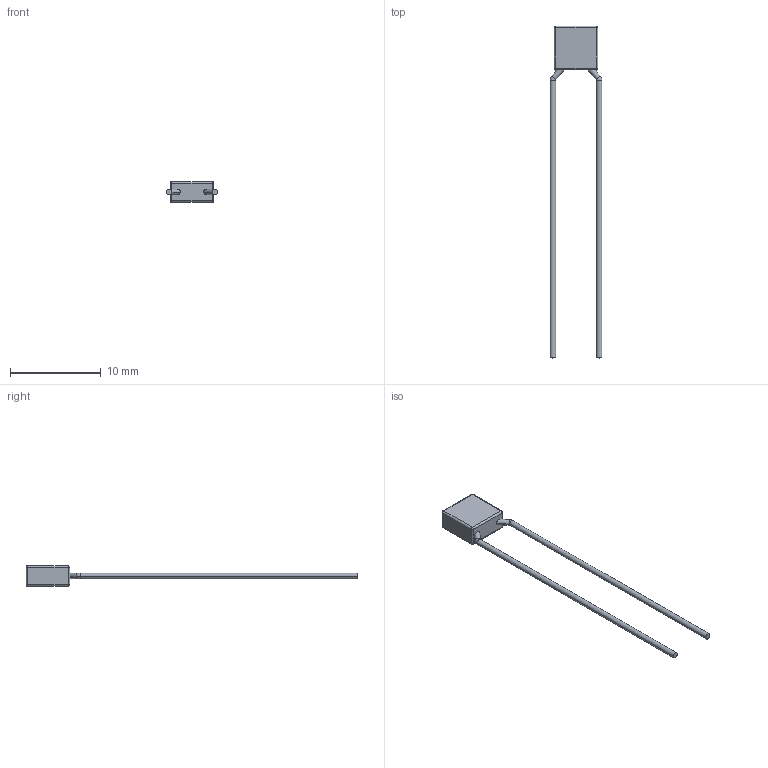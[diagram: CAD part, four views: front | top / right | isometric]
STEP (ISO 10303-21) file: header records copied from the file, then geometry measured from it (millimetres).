
FILE_DESCRIPTION (( 'STEP AP214' ), '1' );
FILE_NAME ('MR05A.STEP', '2024-06-27T18:32:49', ( '' ), ( '' ), 'SwSTEP 2.0', 'SolidWorks 2021', '' );
FILE_SCHEMA (( 'AUTOMOTIVE_DESIGN' ));
Length unit declared in the file: millimetre
Products named in the file (1): MR05A
Bounding box: 5.71 x 36.53 x 2.28 mm (x, y, z)
Volume: 73.1 mm3; surface area: 215.7 mm2
Topology: 3 solids, 3 shells, 42 faces, 84 edges, 40 vertices
Faces by surface type: cylinder 20, plane 10, sphere 8, torus 4
Entity records: 1056 total; most frequent: DIRECTION 198, CARTESIAN_POINT 171, ORIENTED_EDGE 152, AXIS2_PLACEMENT_3D 83, EDGE_CURVE 76, EDGE_LOOP 42, FACE_OUTER_BOUND 42, ADVANCED_FACE 42
